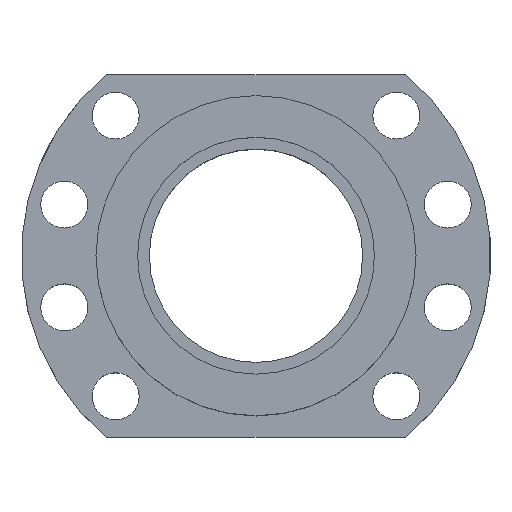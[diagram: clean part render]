
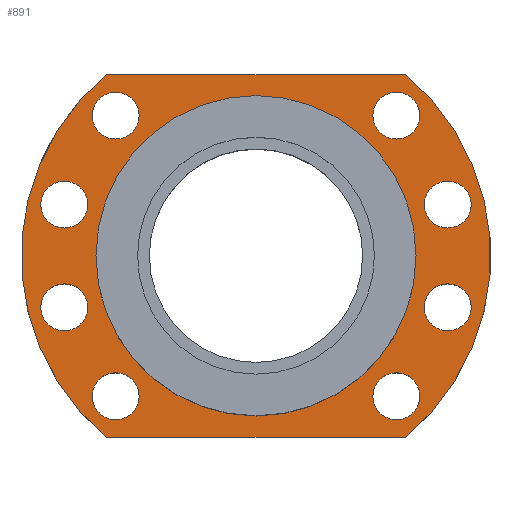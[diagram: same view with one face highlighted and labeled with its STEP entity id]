
A CAD part, top view. The second image highlights one B-rep face of the part: STEP entity #891.
In plain terms, the highlighted planar face has unit normal (0, 0, 1).
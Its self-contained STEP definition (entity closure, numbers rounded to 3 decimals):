
#21=CARTESIAN_POINT('',(0.,0.,16.));
#22=DIRECTION('',(0.,0.,1.));
#23=DIRECTION('',(1.,0.,0.));
#24=AXIS2_PLACEMENT_3D('',#21,#22,#23);
#30=DIRECTION('',(1.,0.,0.));
#31=VECTOR('',#30,69.821);
#32=CARTESIAN_POINT('',(-34.911,-42.5,16.));
#33=LINE('',#32,#31);
#34=DIRECTION('',(-1.,0.,0.));
#35=VECTOR('',#34,69.821);
#36=CARTESIAN_POINT('',(34.911,42.5,16.));
#37=LINE('',#36,#35);
#38=CARTESIAN_POINT('',(-32.88,-32.88,16.));
#39=DIRECTION('',(0.,0.,-1.));
#40=DIRECTION('',(0.,-1.,0.));
#41=AXIS2_PLACEMENT_3D('',#38,#39,#40);
#43=CARTESIAN_POINT('',(-32.88,-32.88,16.));
#44=DIRECTION('',(0.,0.,-1.));
#45=DIRECTION('',(0.,1.,0.));
#46=AXIS2_PLACEMENT_3D('',#43,#44,#45);
#48=CARTESIAN_POINT('',(-32.88,32.88,16.));
#49=DIRECTION('',(0.,0.,-1.));
#50=DIRECTION('',(0.,-1.,0.));
#51=AXIS2_PLACEMENT_3D('',#48,#49,#50);
#53=CARTESIAN_POINT('',(-32.88,32.88,16.));
#54=DIRECTION('',(0.,0.,-1.));
#55=DIRECTION('',(0.,1.,0.));
#56=AXIS2_PLACEMENT_3D('',#53,#54,#55);
#58=CARTESIAN_POINT('',(32.88,32.88,16.));
#59=DIRECTION('',(0.,0.,-1.));
#60=DIRECTION('',(0.,-1.,0.));
#61=AXIS2_PLACEMENT_3D('',#58,#59,#60);
#63=CARTESIAN_POINT('',(32.88,32.88,16.));
#64=DIRECTION('',(0.,0.,-1.));
#65=DIRECTION('',(0.,1.,0.));
#66=AXIS2_PLACEMENT_3D('',#63,#64,#65);
#68=CARTESIAN_POINT('',(32.88,-32.88,16.));
#69=DIRECTION('',(0.,0.,-1.));
#70=DIRECTION('',(0.,-1.,0.));
#71=AXIS2_PLACEMENT_3D('',#68,#69,#70);
#73=CARTESIAN_POINT('',(32.88,-32.88,16.));
#74=DIRECTION('',(0.,0.,-1.));
#75=DIRECTION('',(0.,1.,0.));
#76=AXIS2_PLACEMENT_3D('',#73,#74,#75);
#78=CARTESIAN_POINT('',(-44.916,-12.035,16.));
#79=DIRECTION('',(0.,0.,-1.));
#80=DIRECTION('',(0.,-1.,0.));
#81=AXIS2_PLACEMENT_3D('',#78,#79,#80);
#83=CARTESIAN_POINT('',(-44.916,-12.035,16.));
#84=DIRECTION('',(0.,0.,-1.));
#85=DIRECTION('',(0.,1.,0.));
#86=AXIS2_PLACEMENT_3D('',#83,#84,#85);
#88=CARTESIAN_POINT('',(-44.916,12.035,16.));
#89=DIRECTION('',(0.,0.,-1.));
#90=DIRECTION('',(0.,-1.,0.));
#91=AXIS2_PLACEMENT_3D('',#88,#89,#90);
#93=CARTESIAN_POINT('',(-44.916,12.035,16.));
#94=DIRECTION('',(0.,0.,-1.));
#95=DIRECTION('',(0.,1.,0.));
#96=AXIS2_PLACEMENT_3D('',#93,#94,#95);
#98=CARTESIAN_POINT('',(44.916,12.035,16.));
#99=DIRECTION('',(0.,0.,-1.));
#100=DIRECTION('',(0.,-1.,0.));
#101=AXIS2_PLACEMENT_3D('',#98,#99,#100);
#103=CARTESIAN_POINT('',(44.916,12.035,16.));
#104=DIRECTION('',(0.,0.,-1.));
#105=DIRECTION('',(0.,1.,0.));
#106=AXIS2_PLACEMENT_3D('',#103,#104,#105);
#108=CARTESIAN_POINT('',(44.916,-12.035,16.));
#109=DIRECTION('',(0.,0.,-1.));
#110=DIRECTION('',(0.,-1.,0.));
#111=AXIS2_PLACEMENT_3D('',#108,#109,#110);
#113=CARTESIAN_POINT('',(44.916,-12.035,16.));
#114=DIRECTION('',(0.,0.,-1.));
#115=DIRECTION('',(0.,1.,0.));
#116=AXIS2_PLACEMENT_3D('',#113,#114,#115);
#118=CARTESIAN_POINT('',(0.,0.,16.));
#119=DIRECTION('',(0.,0.,1.));
#120=DIRECTION('',(-1.,0.,0.));
#121=AXIS2_PLACEMENT_3D('',#118,#119,#120);
#127=CARTESIAN_POINT('',(0.,0.,16.));
#128=DIRECTION('',(0.,0.,1.));
#129=DIRECTION('',(0.635,-0.773,0.));
#130=AXIS2_PLACEMENT_3D('',#127,#128,#129);
#154=CARTESIAN_POINT('',(0.,0.,16.));
#155=DIRECTION('',(0.,0.,1.));
#156=DIRECTION('',(-0.635,0.773,0.));
#157=AXIS2_PLACEMENT_3D('',#154,#155,#156);
#632=CARTESIAN_POINT('',(37.5,0.,16.));
#633=CARTESIAN_POINT('',(-37.5,0.,16.));
#634=VERTEX_POINT('',#632);
#635=VERTEX_POINT('',#633);
#644=CARTESIAN_POINT('',(-34.911,-42.5,16.));
#645=CARTESIAN_POINT('',(34.911,-42.5,16.));
#646=VERTEX_POINT('',#644);
#647=VERTEX_POINT('',#645);
#648=CARTESIAN_POINT('',(34.911,42.5,16.));
#649=CARTESIAN_POINT('',(-34.911,42.5,16.));
#650=VERTEX_POINT('',#648);
#651=VERTEX_POINT('',#649);
#680=CARTESIAN_POINT('',(-32.88,-38.38,16.));
#681=CARTESIAN_POINT('',(-32.88,-27.38,16.));
#682=VERTEX_POINT('',#680);
#683=VERTEX_POINT('',#681);
#684=CARTESIAN_POINT('',(-32.88,27.38,16.));
#685=CARTESIAN_POINT('',(-32.88,38.38,16.));
#686=VERTEX_POINT('',#684);
#687=VERTEX_POINT('',#685);
#688=CARTESIAN_POINT('',(32.88,27.38,16.));
#689=CARTESIAN_POINT('',(32.88,38.38,16.));
#690=VERTEX_POINT('',#688);
#691=VERTEX_POINT('',#689);
#692=CARTESIAN_POINT('',(32.88,-38.38,16.));
#693=CARTESIAN_POINT('',(32.88,-27.38,16.));
#694=VERTEX_POINT('',#692);
#695=VERTEX_POINT('',#693);
#774=CARTESIAN_POINT('',(-44.916,-17.535,16.));
#775=CARTESIAN_POINT('',(-44.916,-6.535,16.));
#776=VERTEX_POINT('',#774);
#777=VERTEX_POINT('',#775);
#778=CARTESIAN_POINT('',(-44.916,6.535,16.));
#779=CARTESIAN_POINT('',(-44.916,17.535,16.));
#780=VERTEX_POINT('',#778);
#781=VERTEX_POINT('',#779);
#782=CARTESIAN_POINT('',(44.916,6.535,16.));
#783=CARTESIAN_POINT('',(44.916,17.535,16.));
#784=VERTEX_POINT('',#782);
#785=VERTEX_POINT('',#783);
#786=CARTESIAN_POINT('',(44.916,-17.535,16.));
#787=CARTESIAN_POINT('',(44.916,-6.535,16.));
#788=VERTEX_POINT('',#786);
#789=VERTEX_POINT('',#787);
#823=CARTESIAN_POINT('',(0.,0.,16.));
#824=DIRECTION('',(0.,0.,-1.));
#825=DIRECTION('',(1.,0.,0.));
#826=AXIS2_PLACEMENT_3D('',#823,#824,#825);
#827=PLANE('',#826);
#829=ORIENTED_EDGE('',*,*,#828,.F.);
#831=ORIENTED_EDGE('',*,*,#830,.F.);
#833=ORIENTED_EDGE('',*,*,#832,.F.);
#835=ORIENTED_EDGE('',*,*,#834,.F.);
#836=EDGE_LOOP('',(#829,#831,#833,#835));
#837=FACE_OUTER_BOUND('',#836,.F.);
#838=ORIENTED_EDGE('',*,*,#813,.T.);
#840=ORIENTED_EDGE('',*,*,#839,.T.);
#841=EDGE_LOOP('',(#838,#840));
#842=FACE_BOUND('',#841,.F.);
#844=ORIENTED_EDGE('',*,*,#843,.F.);
#846=ORIENTED_EDGE('',*,*,#845,.F.);
#847=EDGE_LOOP('',(#844,#846));
#848=FACE_BOUND('',#847,.F.);
#850=ORIENTED_EDGE('',*,*,#849,.F.);
#852=ORIENTED_EDGE('',*,*,#851,.F.);
#853=EDGE_LOOP('',(#850,#852));
#854=FACE_BOUND('',#853,.F.);
#856=ORIENTED_EDGE('',*,*,#855,.F.);
#858=ORIENTED_EDGE('',*,*,#857,.F.);
#859=EDGE_LOOP('',(#856,#858));
#860=FACE_BOUND('',#859,.F.);
#862=ORIENTED_EDGE('',*,*,#861,.F.);
#864=ORIENTED_EDGE('',*,*,#863,.F.);
#865=EDGE_LOOP('',(#862,#864));
#866=FACE_BOUND('',#865,.F.);
#868=ORIENTED_EDGE('',*,*,#867,.F.);
#870=ORIENTED_EDGE('',*,*,#869,.F.);
#871=EDGE_LOOP('',(#868,#870));
#872=FACE_BOUND('',#871,.F.);
#874=ORIENTED_EDGE('',*,*,#873,.F.);
#876=ORIENTED_EDGE('',*,*,#875,.F.);
#877=EDGE_LOOP('',(#874,#876));
#878=FACE_BOUND('',#877,.F.);
#880=ORIENTED_EDGE('',*,*,#879,.F.);
#882=ORIENTED_EDGE('',*,*,#881,.F.);
#883=EDGE_LOOP('',(#880,#882));
#884=FACE_BOUND('',#883,.F.);
#886=ORIENTED_EDGE('',*,*,#885,.F.);
#888=ORIENTED_EDGE('',*,*,#887,.F.);
#889=EDGE_LOOP('',(#886,#888));
#890=FACE_BOUND('',#889,.F.);
#25=CIRCLE('',#24,37.5);
#42=CIRCLE('',#41,5.5);
#47=CIRCLE('',#46,5.5);
#52=CIRCLE('',#51,5.5);
#57=CIRCLE('',#56,5.5);
#62=CIRCLE('',#61,5.5);
#67=CIRCLE('',#66,5.5);
#72=CIRCLE('',#71,5.5);
#77=CIRCLE('',#76,5.5);
#82=CIRCLE('',#81,5.5);
#87=CIRCLE('',#86,5.5);
#92=CIRCLE('',#91,5.5);
#97=CIRCLE('',#96,5.5);
#102=CIRCLE('',#101,5.5);
#107=CIRCLE('',#106,5.5);
#112=CIRCLE('',#111,5.5);
#117=CIRCLE('',#116,5.5);
#122=CIRCLE('',#121,37.5);
#131=CIRCLE('',#130,55.);
#158=CIRCLE('',#157,55.);
#813=EDGE_CURVE('',#634,#635,#25,.T.);
#828=EDGE_CURVE('',#646,#647,#33,.T.);
#830=EDGE_CURVE('',#651,#646,#158,.T.);
#832=EDGE_CURVE('',#650,#651,#37,.T.);
#834=EDGE_CURVE('',#647,#650,#131,.T.);
#839=EDGE_CURVE('',#635,#634,#122,.T.);
#843=EDGE_CURVE('',#682,#683,#42,.T.);
#845=EDGE_CURVE('',#683,#682,#47,.T.);
#849=EDGE_CURVE('',#686,#687,#52,.T.);
#851=EDGE_CURVE('',#687,#686,#57,.T.);
#855=EDGE_CURVE('',#690,#691,#62,.T.);
#857=EDGE_CURVE('',#691,#690,#67,.T.);
#861=EDGE_CURVE('',#694,#695,#72,.T.);
#863=EDGE_CURVE('',#695,#694,#77,.T.);
#867=EDGE_CURVE('',#776,#777,#82,.T.);
#869=EDGE_CURVE('',#777,#776,#87,.T.);
#873=EDGE_CURVE('',#780,#781,#92,.T.);
#875=EDGE_CURVE('',#781,#780,#97,.T.);
#879=EDGE_CURVE('',#784,#785,#102,.T.);
#881=EDGE_CURVE('',#785,#784,#107,.T.);
#885=EDGE_CURVE('',#788,#789,#112,.T.);
#887=EDGE_CURVE('',#789,#788,#117,.T.);
#891=ADVANCED_FACE('',(#837,#842,#848,#854,#860,#866,#872,#878,#884,#890),#827,
.F.);
